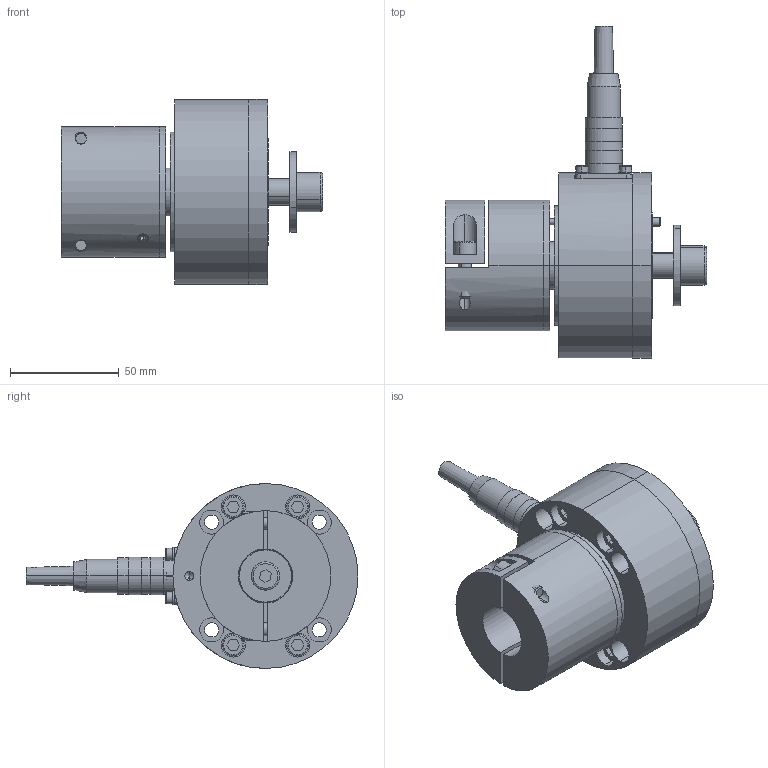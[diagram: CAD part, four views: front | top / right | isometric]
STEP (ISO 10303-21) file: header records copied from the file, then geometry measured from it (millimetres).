
FILE_DESCRIPTION (( 'STEP AP203' ), '1' );
FILE_NAME ('31102198_C.step', '2021-10-05T15:20:05', ( '' ), ( '' ), 'SwSTEP 2.0', 'SolidWorks 2018', '' );
FILE_SCHEMA (( 'CONFIG_CONTROL_DESIGN' ));
Length unit declared in the file: millimetre
Products named in the file (23): 090409-4_01; Zyl-Schr DIN912_M3x6; 070908-1_stp_01; Federringe_DIN127A_M03; Zyl-Schr DIN912_M6x30; Kabeldose_M14x1_Mini_5pol; Sch DIN9021_M8; Sch DIN9021_M12; 31102198_C; Senkniete_90起d3x10; 070910-4_01; Spannstift_ISO13337_D04x10; 091113-3_stp_01; Se-Schr DIN7991_M3x8; RKL_6203_01; 070907-2_01; Zyl-Schr DIN912_M12x25; Zyl-Schr DIN912_M6x20; 061205-3_01; Zyl-Schr DIN7984_M8x12; Gew-Sti-I6kt-Zapfen DIN915_M5x10; Flanschstecker_M14x1_Mini_5pol; 070403-1_01
Assembly tree (35 placements, depth 3):
  31102198_C
    070908-1_stp_01
      091113-3_stp_01
      070907-2_01
      070910-4_01
      Federringe_DIN127A_M03  x4
      Zyl-Schr DIN912_M3x6  x4
      Flanschstecker_M14x1_Mini_5pol
      Zyl-Schr DIN912_M6x30  x4
    070403-1_01
      090409-4_01
      061205-3_01
      Zyl-Schr DIN912_M6x20  x2
      Zyl-Schr DIN7984_M8x12
      Senkniete_90起d3x10
      Se-Schr DIN7991_M3x8  x4
      Gew-Sti-I6kt-Zapfen DIN915_M5x10
      Sch DIN9021_M8
      RKL_6203_01
    Kabeldose_M14x1_Mini_5pol
    Zyl-Schr DIN912_M12x25
    Sch DIN9021_M12
    Spannstift_ISO13337_D04x10
Bounding box: 120 x 152.5 x 85 mm (x, y, z)
Volume: 312510.4 mm3; surface area: 111754.7 mm2
Topology: 43 solids, 43 shells, 785 faces, 1777 edges, 1114 vertices
Faces by surface type: cylinder 326, plane 270, cone 120, torus 53, sphere 16
Entity records: 19956 total; most frequent: CARTESIAN_POINT 3269, DIRECTION 3233, ORIENTED_EDGE 2606, AXIS2_PLACEMENT_3D 1334, EDGE_CURVE 1303, VERTEX_POINT 840, EDGE_LOOP 735, CIRCLE 704
